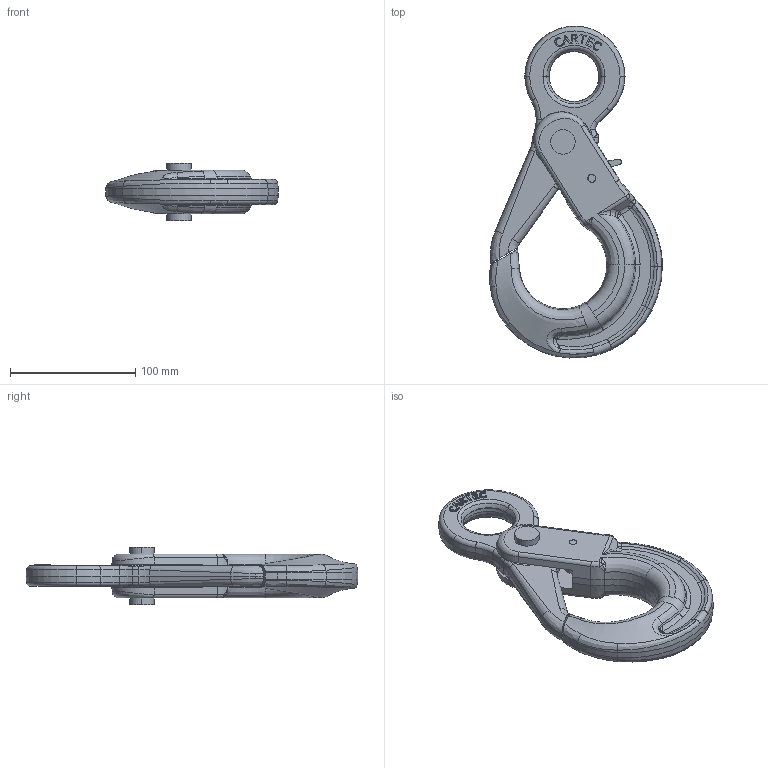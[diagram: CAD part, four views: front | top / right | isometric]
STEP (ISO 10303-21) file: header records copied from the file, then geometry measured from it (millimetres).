
FILE_DESCRIPTION(('STEP AP214'),'1');
FILE_NAME('cro_13.stp','2018-01-24T07:03:13',('TraceParts'),('TraceParts S.A.'),'Spatial InterOp 3D',' ',' ');
FILE_SCHEMA(('automotive_design'));
Length unit declared in the file: millimetre
Products named in the file (5): cro_13_1; cro_13_2; cro_13_3; cro_13_4; cro_13_5
Bounding box: 137.8 x 264.89 x 46 mm (x, y, z)
Volume: 405121.4 mm3; surface area: 75986.2 mm2
Topology: 5 solids, 5 shells, 502 faces, 1271 edges, 759 vertices
Faces by surface type: bspline 177, plane 117, torus 82, cylinder 66, cone 54, sphere 6
Entity records: 43209 total; most frequent: CARTESIAN_POINT 28214, ORIENTED_EDGE 2482, DIRECTION 1999, EDGE_CURVE 1241, AXIS2_PLACEMENT_3D 804, VERTEX_POINT 759, EDGE_LOOP 528, STYLED_ITEM 507
